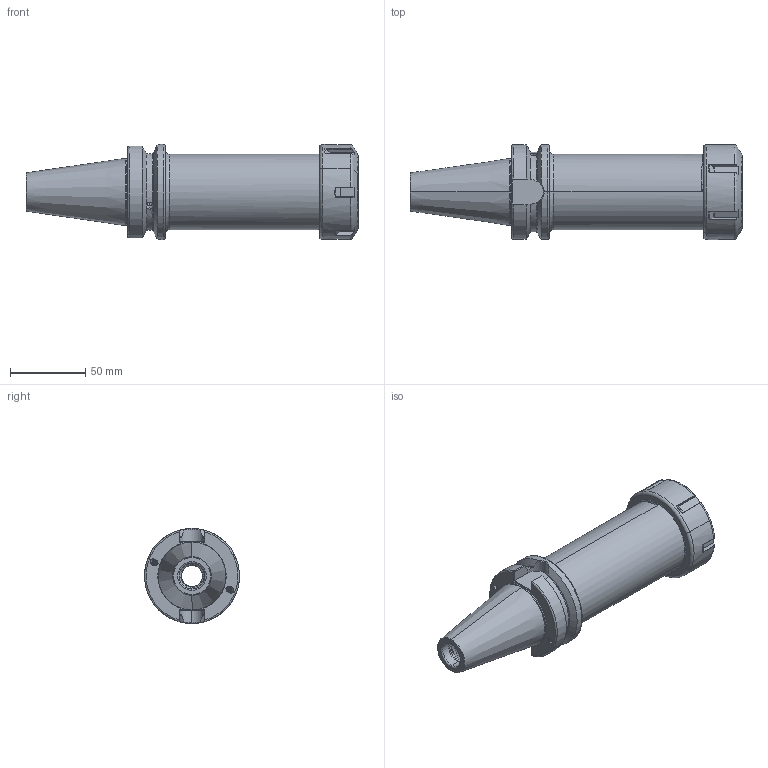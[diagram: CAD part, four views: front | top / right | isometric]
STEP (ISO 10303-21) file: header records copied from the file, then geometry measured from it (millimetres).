
FILE_DESCRIPTION (( 'STEP AP203' ), '1' );
FILE_NAME ('406.02.26.2.STEP', '2016-11-25T11:04:57', ( '' ), ( '' ), 'SwSTEP 2.0', 'SolidWorks 2012', '' );
FILE_SCHEMA (( 'CONFIG_CONTROL_DESIGN' ));
Length unit declared in the file: millimetre
Products named in the file (3): 406.02.26.2; 2-01.100.0400260C7_ER40螺帽(六溝)
Assembly tree (2 placements, depth 2):
  406.02.26.2
    406.02.26.2
    2-01.100.0400260C7_ER40螺帽(六溝)
Bounding box: 220.1 x 63 x 63 mm (x, y, z)
Volume: 330359.1 mm3; surface area: 67208.3 mm2
Topology: 2 solids, 2 shells, 382 faces, 1018 edges, 639 vertices
Faces by surface type: cylinder 161, plane 78, torus 59, bspline 56, cone 28
Entity records: 25383 total; most frequent: CARTESIAN_POINT 16819, ORIENTED_EDGE 2024, DIRECTION 1411, EDGE_CURVE 1012, VERTEX_POINT 639, AXIS2_PLACEMENT_3D 558, EDGE_LOOP 399, FACE_OUTER_BOUND 382
